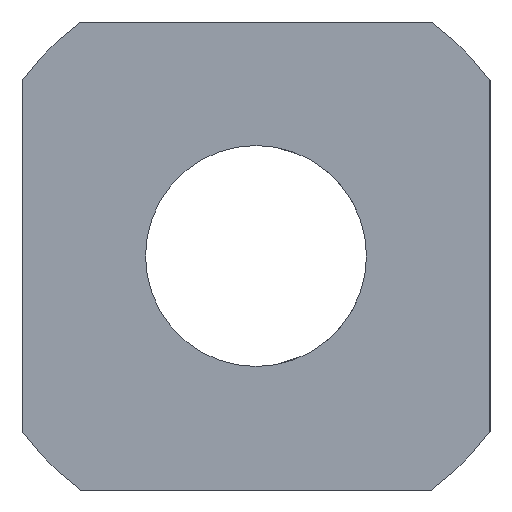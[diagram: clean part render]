
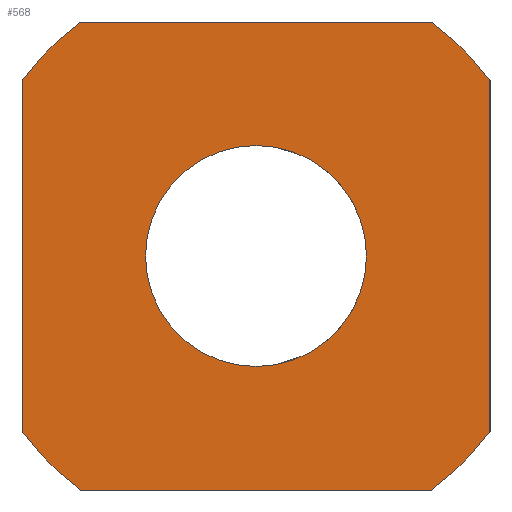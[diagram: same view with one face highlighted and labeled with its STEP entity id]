
A CAD part, left-side view. The second image highlights one B-rep face of the part: STEP entity #568.
In plain terms, the highlighted planar face has unit normal (-1, 0, 0).
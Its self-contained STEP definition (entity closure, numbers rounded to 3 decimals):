
#13=LINE($,#1005,#45);
#17=LINE($,#1014,#49);
#21=LINE($,#1023,#53);
#25=LINE($,#1032,#57);
#45=VECTOR($,#688,54.);
#49=VECTOR($,#694,54.);
#53=VECTOR($,#700,54.);
#57=VECTOR($,#706,54.);
#109=PLANE($,#611);
#126=FACE_BOUND($,#203,.T.);
#127=FACE_BOUND($,#204,.T.);
#203=EDGE_LOOP($,(#443));
#204=EDGE_LOOP($,(#444,#445,#446,#447,#448,#449,#450,#451));
#256=CIRCLE($,#602,17.);
#259=CIRCLE($,#612,45.);
#260=CIRCLE($,#613,45.);
#261=CIRCLE($,#614,45.);
#262=CIRCLE($,#615,45.);
#288=VERTEX_POINT($,#838);
#295=VERTEX_POINT($,#1003);
#296=VERTEX_POINT($,#1004);
#299=VERTEX_POINT($,#1012);
#300=VERTEX_POINT($,#1013);
#303=VERTEX_POINT($,#1021);
#304=VERTEX_POINT($,#1022);
#307=VERTEX_POINT($,#1030);
#308=VERTEX_POINT($,#1031);
#344=EDGE_CURVE($,#288,#288,#256,.T.);
#351=EDGE_CURVE($,#295,#296,#13,.T.);
#355=EDGE_CURVE($,#299,#300,#17,.T.);
#359=EDGE_CURVE($,#303,#304,#21,.T.);
#363=EDGE_CURVE($,#307,#308,#25,.T.);
#367=EDGE_CURVE($,#307,#296,#259,.T.);
#368=EDGE_CURVE($,#299,#308,#260,.T.);
#369=EDGE_CURVE($,#303,#300,#261,.T.);
#370=EDGE_CURVE($,#295,#304,#262,.T.);
#443=ORIENTED_EDGE($,*,*,#344,.T.);
#444=ORIENTED_EDGE($,*,*,#351,.T.);
#445=ORIENTED_EDGE($,*,*,#367,.F.);
#446=ORIENTED_EDGE($,*,*,#363,.T.);
#447=ORIENTED_EDGE($,*,*,#368,.F.);
#448=ORIENTED_EDGE($,*,*,#355,.T.);
#449=ORIENTED_EDGE($,*,*,#369,.F.);
#450=ORIENTED_EDGE($,*,*,#359,.T.);
#451=ORIENTED_EDGE($,*,*,#370,.F.);
#568=ADVANCED_FACE($,(#126,#127),#109,.T.);
#602=AXIS2_PLACEMENT_3D($,#839,#676,#677);
#611=AXIS2_PLACEMENT_3D($,#1038,#710,#711);
#612=AXIS2_PLACEMENT_3D($,#1039,#712,#713);
#613=AXIS2_PLACEMENT_3D($,#1040,#714,#715);
#614=AXIS2_PLACEMENT_3D($,#1041,#716,#717);
#615=AXIS2_PLACEMENT_3D($,#1042,#718,#719);
#676=DIRECTION('center_axis',(1.,0.,0.));
#677=DIRECTION('ref_axis',(0.,0.,-1.));
#688=DIRECTION($,(0.,0.,1.));
#694=DIRECTION($,(0.,0.,-1.));
#700=DIRECTION($,(0.,-1.,0.));
#706=DIRECTION($,(0.,1.,0.));
#710=DIRECTION('center_axis',(-1.,0.,0.));
#711=DIRECTION('ref_axis',(0.,0.,1.));
#712=DIRECTION('center_axis',(1.,0.,0.));
#713=DIRECTION('ref_axis',(0.,1.,0.));
#714=DIRECTION('center_axis',(1.,0.,0.));
#715=DIRECTION('ref_axis',(0.,1.,0.));
#716=DIRECTION('center_axis',(1.,0.,0.));
#717=DIRECTION('ref_axis',(0.,1.,0.));
#718=DIRECTION('center_axis',(1.,0.,0.));
#719=DIRECTION('ref_axis',(0.,1.,0.));
#838=CARTESIAN_POINT('',(0.,0.,17.));
#839=CARTESIAN_POINT('Origin',(0.,0.,0.));
#1003=CARTESIAN_POINT('',(0.,-36.,-27.));
#1004=CARTESIAN_POINT('',(0.,-36.,27.));
#1005=CARTESIAN_POINT($,(0.,-36.,13.5));
#1012=CARTESIAN_POINT('',(0.,36.,27.));
#1013=CARTESIAN_POINT('',(0.,36.,-27.));
#1014=CARTESIAN_POINT($,(0.,36.,-13.5));
#1021=CARTESIAN_POINT('',(0.,27.,-36.));
#1022=CARTESIAN_POINT('',(0.,-27.,-36.));
#1023=CARTESIAN_POINT($,(0.,2.,-36.));
#1030=CARTESIAN_POINT('',(0.,-27.,36.));
#1031=CARTESIAN_POINT('',(0.,27.,36.));
#1032=CARTESIAN_POINT($,(0.,29.,36.));
#1038=CARTESIAN_POINT('Origin',(0.,31.,0.));
#1039=CARTESIAN_POINT('Origin',(0.,0.,0.));
#1040=CARTESIAN_POINT('Origin',(0.,0.,0.));
#1041=CARTESIAN_POINT('Origin',(0.,0.,0.));
#1042=CARTESIAN_POINT('Origin',(0.,0.,0.));
